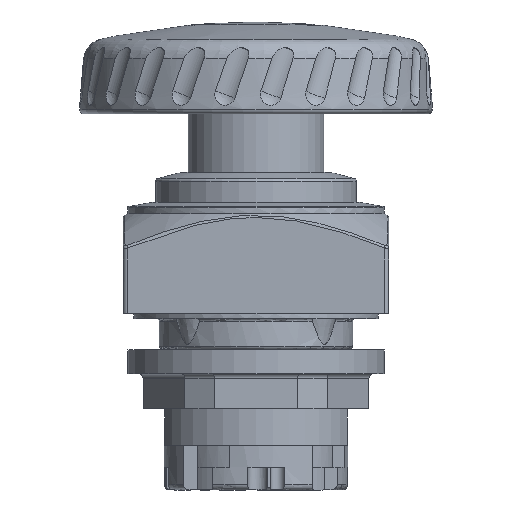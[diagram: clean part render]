
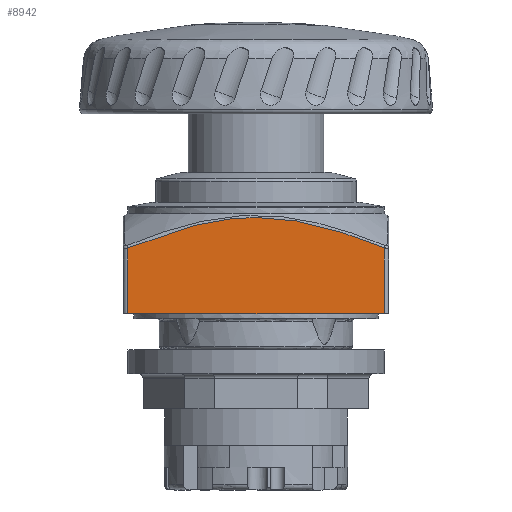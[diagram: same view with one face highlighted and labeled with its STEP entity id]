
A CAD part, left-side view. The second image highlights one B-rep face of the part: STEP entity #8942.
In plain terms, the highlighted planar face has unit normal (-1, 0, 0).
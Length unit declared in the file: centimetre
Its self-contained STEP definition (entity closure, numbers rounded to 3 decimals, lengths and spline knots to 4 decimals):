
#263=PLANE('',#9649);
#521=LINE('',#14497,#939);
#522=LINE('',#14511,#940);
#523=LINE('',#14512,#941);
#939=VECTOR('',#11135,0.7424);
#940=VECTOR('',#11140,0.7424);
#941=VECTOR('',#11141,2.895);
#1524=FACE_OUTER_BOUND('',#2097,.T.);
#2097=EDGE_LOOP('',(#6410,#6411,#6412,#6413));
#2627=B_SPLINE_CURVE_WITH_KNOTS('',3,(#14501,#14502,#14503,#14504,#14505,
#14506,#14507,#14508,#14509),.UNSPECIFIED.,.F.,.F.,(4,1,1,1,1,1,4),(0.,
0.4273,1.2819,1.7092,2.1365,2.5638,
2.9911),.UNSPECIFIED.);
#3816=VERTEX_POINT('',#14489);
#3817=VERTEX_POINT('',#14496);
#3818=VERTEX_POINT('',#14500);
#3819=VERTEX_POINT('',#14510);
#4814=EDGE_CURVE('',#3817,#3816,#521,.T.);
#4816=EDGE_CURVE('',#3818,#3816,#2627,.T.);
#4817=EDGE_CURVE('',#3819,#3818,#522,.T.);
#4818=EDGE_CURVE('',#3817,#3819,#523,.T.);
#6410=ORIENTED_EDGE('',*,*,#4816,.F.);
#6411=ORIENTED_EDGE('',*,*,#4817,.F.);
#6412=ORIENTED_EDGE('',*,*,#4818,.F.);
#6413=ORIENTED_EDGE('',*,*,#4814,.T.);
#8942=ADVANCED_FACE('',(#1524),#263,.T.);
#9649=AXIS2_PLACEMENT_3D('',#14499,#11138,#11139);
#11135=DIRECTION('',(0.,0.,1.));
#11138=DIRECTION('center_axis',(-1.,0.,0.));
#11139=DIRECTION('ref_axis',(0.,-1.,0.));
#11140=DIRECTION('',(0.,0.,1.));
#11141=DIRECTION('',(0.,1.,0.));
#14489=CARTESIAN_POINT('',(-1.4975,-1.4475,0.7374));
#14496=CARTESIAN_POINT('',(-1.4975,-1.4475,-0.005));
#14497=CARTESIAN_POINT('',(-1.4975,-1.4475,-0.005));
#14499=CARTESIAN_POINT('Origin',(-1.4975,-1.4475,-0.005));
#14500=CARTESIAN_POINT('',(-1.4975,1.4475,0.7374));
#14501=CARTESIAN_POINT('Ctrl Pts',(-1.4975,1.4475,0.7374));
#14502=CARTESIAN_POINT('Ctrl Pts',(-1.4975,1.3155,0.791));
#14503=CARTESIAN_POINT('Ctrl Pts',(-1.4975,0.916,0.9421));
#14504=CARTESIAN_POINT('Ctrl Pts',(-1.4975,0.3587,1.0831));
#14505=CARTESIAN_POINT('Ctrl Pts',(-1.4975,-0.2151,1.0831));
#14506=CARTESIAN_POINT('Ctrl Pts',(-1.4975,-0.6379,1.0124));
#14507=CARTESIAN_POINT('Ctrl Pts',(-1.4975,-1.0487,0.8919));
#14508=CARTESIAN_POINT('Ctrl Pts',(-1.4975,-1.3155,0.791));
#14509=CARTESIAN_POINT('Ctrl Pts',(-1.4975,-1.4475,0.7374));
#14510=CARTESIAN_POINT('',(-1.4975,1.4475,-0.005));
#14511=CARTESIAN_POINT('',(-1.4975,1.4475,-0.005));
#14512=CARTESIAN_POINT('',(-1.4975,-1.8474,-0.005));
